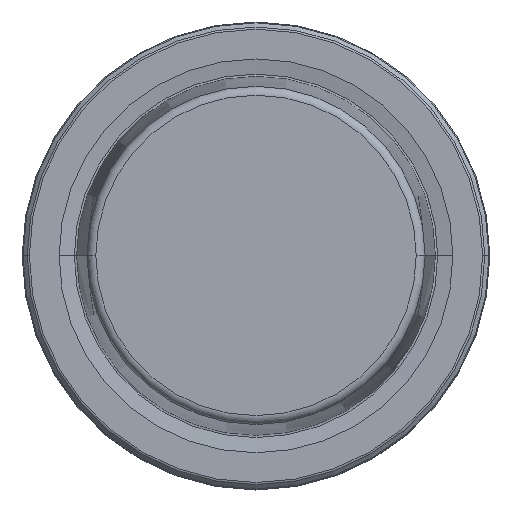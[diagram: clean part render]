
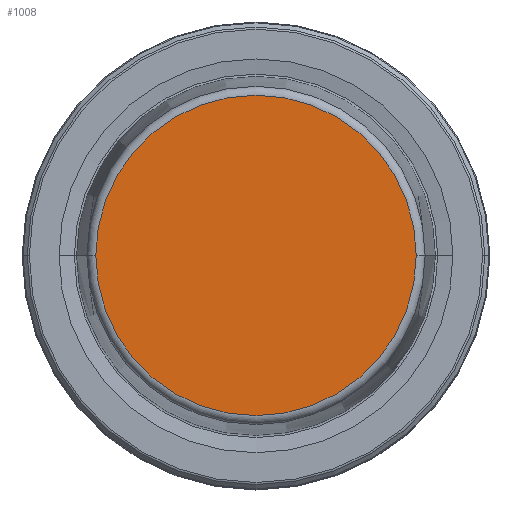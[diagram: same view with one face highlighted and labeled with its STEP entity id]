
A CAD part, top view. The second image highlights one B-rep face of the part: STEP entity #1008.
In plain terms, the highlighted planar face has unit normal (0, 0, 1).
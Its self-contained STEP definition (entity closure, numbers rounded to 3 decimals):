
#27 = AXIS2_PLACEMENT_3D ( 'NONE', #905, #327, #1014 ) ;
#294 = CARTESIAN_POINT ( 'NONE',  ( 0., 0., 31.9 ) ) ;
#319 = CIRCLE ( 'NONE', #27, 21.581 ) ;
#327 = DIRECTION ( 'NONE',  ( 0., 0., 1. ) ) ;
#358 = AXIS2_PLACEMENT_3D ( 'NONE', #744, #431, #1145 ) ;
#413 = AXIS2_PLACEMENT_3D ( 'NONE', #294, #1279, #685 ) ;
#431 = DIRECTION ( 'NONE',  ( 0., 0., 1. ) ) ;
#524 = VERTEX_POINT ( 'NONE', #831 ) ;
#628 = ORIENTED_EDGE ( 'NONE', *, *, #1166, .T. ) ;
#684 = EDGE_CURVE ( 'NONE', #859, #524, #843, .T. ) ;
#685 = DIRECTION ( 'NONE',  ( -1., 0., 0. ) ) ;
#744 = CARTESIAN_POINT ( 'NONE',  ( 0., 0., 31.9 ) ) ;
#831 = CARTESIAN_POINT ( 'NONE',  ( 21.581, 0., 31.9 ) ) ;
#843 = CIRCLE ( 'NONE', #358, 21.581 ) ;
#859 = VERTEX_POINT ( 'NONE', #1252 ) ;
#905 = CARTESIAN_POINT ( 'NONE',  ( 0., 0., 31.9 ) ) ;
#962 = FACE_OUTER_BOUND ( 'NONE', #1271, .T. ) ;
#1008 = ADVANCED_FACE ( 'NONE', ( #962 ), #1174, .F. ) ;
#1014 = DIRECTION ( 'NONE',  ( 1., 0., 0. ) ) ;
#1076 = ORIENTED_EDGE ( 'NONE', *, *, #684, .T. ) ;
#1145 = DIRECTION ( 'NONE',  ( 1., 0., 0. ) ) ;
#1166 = EDGE_CURVE ( 'NONE', #524, #859, #319, .T. ) ;
#1174 = PLANE ( 'NONE',  #413 ) ;
#1252 = CARTESIAN_POINT ( 'NONE',  ( -21.581, 0., 31.9 ) ) ;
#1271 = EDGE_LOOP ( 'NONE', ( #628, #1076 ) ) ;
#1279 = DIRECTION ( 'NONE',  ( 0., 0., -1. ) ) ;
